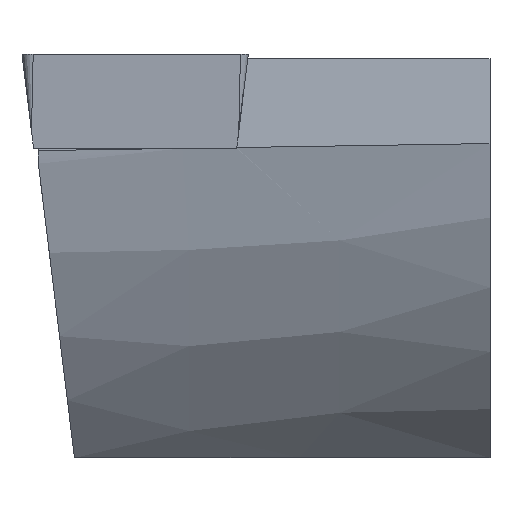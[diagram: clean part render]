
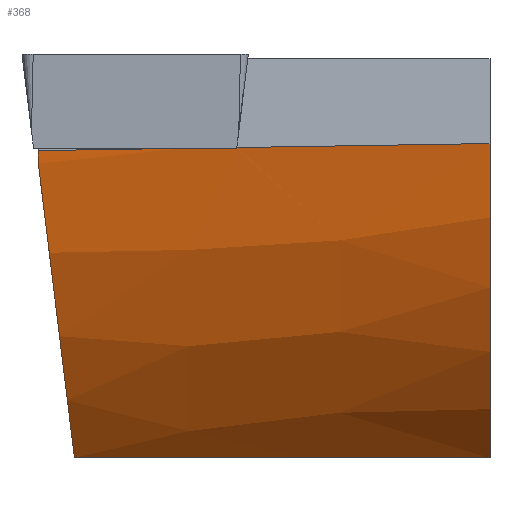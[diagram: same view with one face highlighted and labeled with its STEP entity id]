
A CAD part, front view. The second image highlights one B-rep face of the part: STEP entity #368.
In plain terms, the highlighted conical face has half-angle 10 degrees and reference radius 24.25 mm.
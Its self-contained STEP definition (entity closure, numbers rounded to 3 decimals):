
#316=CONICAL_SURFACE('',#900,24.25,10.);
#334=ELLIPSE('',#894,24.422,24.234);
#335=ELLIPSE('',#896,22.751,22.576);
#338=CIRCLE('',#874,24.129);
#341=CIRCLE('',#882,20.776);
#368=ADVANCED_FACE('',(#417),#316,.T.);
#417=FACE_OUTER_BOUND('',#452,.T.);
#452=EDGE_LOOP('',(#671,#672,#673,#674,#675,#676,#677,#678));
#671=ORIENTED_EDGE('',*,*,#805,.T.);
#672=ORIENTED_EDGE('',*,*,#819,.F.);
#673=ORIENTED_EDGE('',*,*,#783,.T.);
#674=ORIENTED_EDGE('',*,*,#833,.F.);
#675=ORIENTED_EDGE('',*,*,#836,.F.);
#676=ORIENTED_EDGE('',*,*,#803,.T.);
#677=ORIENTED_EDGE('',*,*,#794,.T.);
#678=ORIENTED_EDGE('',*,*,#831,.T.);
#730=VERTEX_POINT('',#1072);
#731=VERTEX_POINT('',#1073);
#741=VERTEX_POINT('',#1105);
#742=VERTEX_POINT('',#1106);
#748=VERTEX_POINT('',#1126);
#749=VERTEX_POINT('',#1133);
#750=VERTEX_POINT('',#1134);
#766=VERTEX_POINT('',#1194);
#783=EDGE_CURVE('',#730,#731,#861,.T.);
#794=EDGE_CURVE('',#741,#742,#338,.T.);
#803=EDGE_CURVE('',#748,#741,#863,.T.);
#805=EDGE_CURVE('',#749,#750,#864,.T.);
#819=EDGE_CURVE('',#730,#750,#341,.T.);
#831=EDGE_CURVE('',#742,#749,#334,.T.);
#833=EDGE_CURVE('',#766,#731,#335,.T.);
#836=EDGE_CURVE('',#748,#766,#867,.T.);
#861=B_SPLINE_CURVE_WITH_KNOTS('',3,(#1068,#1069,#1070,#1071),
 .UNSPECIFIED.,.F.,.F.,(4,4),(0.,1.),.UNSPECIFIED.);
#863=B_SPLINE_CURVE_WITH_KNOTS('',3,(#1122,#1123,#1124,#1125),
 .UNSPECIFIED.,.F.,.F.,(4,4),(0.,1.),.UNSPECIFIED.);
#864=B_SPLINE_CURVE_WITH_KNOTS('',3,(#1129,#1130,#1131,#1132),
 .UNSPECIFIED.,.F.,.F.,(4,4),(0.,1.),.UNSPECIFIED.);
#867=B_SPLINE_CURVE_WITH_KNOTS('',3,(#1200,#1201,#1202,#1203),
 .UNSPECIFIED.,.F.,.F.,(4,4),(0.,1.),.UNSPECIFIED.);
#874=AXIS2_PLACEMENT_3D('',#1104,#934,#935);
#882=AXIS2_PLACEMENT_3D('',#1161,#969,#970);
#894=AXIS2_PLACEMENT_3D('',#1190,#1000,#1001);
#896=AXIS2_PLACEMENT_3D('',#1195,#1005,#1006);
#900=AXIS2_PLACEMENT_3D('',#1205,#1015,#1016);
#934=DIRECTION('',(1.,0.,0.));
#935=DIRECTION('',(0.,-1.,0.));
#969=DIRECTION('',(1.,0.,0.));
#970=DIRECTION('',(0.,0.,-1.));
#1000=DIRECTION('',(0.993,0.,0.122));
#1001=DIRECTION('',(-0.122,0.,0.993));
#1005=DIRECTION('',(-0.993,0.,0.122));
#1006=DIRECTION('',(-0.122,0.,-0.993));
#1015=DIRECTION('',(-1.,0.,0.));
#1016=DIRECTION('',(0.,0.,-1.));
#1068=CARTESIAN_POINT('',(19.7,4.095,-3.767));
#1069=CARTESIAN_POINT('',(16.147,3.469,-3.824));
#1070=CARTESIAN_POINT('',(12.595,2.842,-3.88));
#1071=CARTESIAN_POINT('',(9.042,2.216,-3.935));
#1072=CARTESIAN_POINT('',(19.7,4.095,-3.767));
#1073=CARTESIAN_POINT('',(9.042,2.216,-3.935));
#1104=CARTESIAN_POINT('',(0.687,24.527,0.));
#1105=CARTESIAN_POINT('',(0.687,0.743,-4.062));
#1106=CARTESIAN_POINT('',(0.687,0.844,-4.614));
#1122=CARTESIAN_POINT('',(6.749,1.811,-3.97));
#1123=CARTESIAN_POINT('',(4.729,1.455,-4.001));
#1124=CARTESIAN_POINT('',(2.708,1.099,-4.031));
#1125=CARTESIAN_POINT('',(0.687,0.743,-4.062));
#1126=CARTESIAN_POINT('',(6.749,1.811,-3.97));
#1129=CARTESIAN_POINT('',(2.208,7.784,-17.));
#1130=CARTESIAN_POINT('',(8.072,9.257,-17.));
#1131=CARTESIAN_POINT('',(13.915,10.809,-17.));
#1132=CARTESIAN_POINT('',(19.7,12.583,-17.));
#1133=CARTESIAN_POINT('',(2.208,7.784,-17.));
#1134=CARTESIAN_POINT('',(19.7,12.583,-17.));
#1161=CARTESIAN_POINT('',(19.7,24.527,0.));
#1190=CARTESIAN_POINT('',(0.056,24.527,0.525));
#1194=CARTESIAN_POINT('',(9.038,2.221,-3.97));
#1195=CARTESIAN_POINT('',(9.465,24.527,-0.489));
#1200=CARTESIAN_POINT('',(6.749,1.811,-3.97));
#1201=CARTESIAN_POINT('',(7.512,1.948,-3.97));
#1202=CARTESIAN_POINT('',(8.275,2.085,-3.97));
#1203=CARTESIAN_POINT('',(9.038,2.221,-3.97));
#1205=CARTESIAN_POINT('',(0.,24.527,0.));
